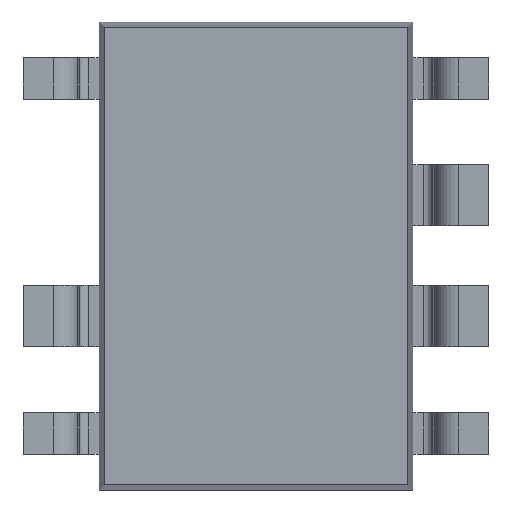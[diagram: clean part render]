
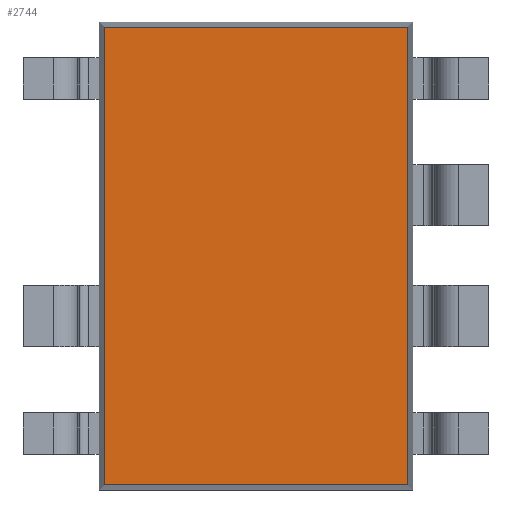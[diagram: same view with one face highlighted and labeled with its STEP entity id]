
A CAD part, front view. The second image highlights one B-rep face of the part: STEP entity #2744.
In plain terms, the highlighted planar face has unit normal (0, -1, 0).
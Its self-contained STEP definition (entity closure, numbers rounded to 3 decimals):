
#178 = LINE ( 'NONE', #1651, #2722 ) ;
#460 = EDGE_CURVE ( 'NONE', #3305, #1685, #178, .T. ) ;
#529 = CARTESIAN_POINT ( 'NONE',  ( -0.108, 0., 9.742 ) ) ;
#574 = ORIENTED_EDGE ( 'NONE', *, *, #4234, .T. ) ;
#888 = CARTESIAN_POINT ( 'NONE',  ( -6.492, 0., 9.742 ) ) ;
#1016 = DIRECTION ( 'NONE',  ( 0., 0., 1. ) ) ;
#1119 = FACE_OUTER_BOUND ( 'NONE', #3009, .T. ) ;
#1256 = LINE ( 'NONE', #4592, #4775 ) ;
#1481 = DIRECTION ( 'NONE',  ( 1., 0., 0. ) ) ;
#1554 = AXIS2_PLACEMENT_3D ( 'NONE', #3026, #2265, #2238 ) ;
#1651 = CARTESIAN_POINT ( 'NONE',  ( 0., 0., 9.742 ) ) ;
#1685 = VERTEX_POINT ( 'NONE', #888 ) ;
#2036 = LINE ( 'NONE', #3521, #3471 ) ;
#2238 = DIRECTION ( 'NONE',  ( 0., 0., -1. ) ) ;
#2265 = DIRECTION ( 'NONE',  ( 0., -1., 0. ) ) ;
#2330 = VERTEX_POINT ( 'NONE', #4659 ) ;
#2490 = VERTEX_POINT ( 'NONE', #3338 ) ;
#2697 = DIRECTION ( 'NONE',  ( 0., 0., -1. ) ) ;
#2722 = VECTOR ( 'NONE', #3132, 1000. ) ;
#2744 = ADVANCED_FACE ( 'NONE', ( #1119 ), #3350, .T. ) ;
#2887 = CARTESIAN_POINT ( 'NONE',  ( 0., 0., 0.108 ) ) ;
#3009 = EDGE_LOOP ( 'NONE', ( #574, #3808, #4711, #3185 ) ) ;
#3026 = CARTESIAN_POINT ( 'NONE',  ( 0., 0., 9.85 ) ) ;
#3132 = DIRECTION ( 'NONE',  ( -1., 0., 0. ) ) ;
#3185 = ORIENTED_EDGE ( 'NONE', *, *, #460, .T. ) ;
#3218 = LINE ( 'NONE', #2887, #3464 ) ;
#3305 = VERTEX_POINT ( 'NONE', #529 ) ;
#3338 = CARTESIAN_POINT ( 'NONE',  ( -6.492, 0., 0.108 ) ) ;
#3350 = PLANE ( 'NONE',  #1554 ) ;
#3418 = EDGE_CURVE ( 'NONE', #2490, #2330, #3218, .T. ) ;
#3464 = VECTOR ( 'NONE', #1481, 1000. ) ;
#3471 = VECTOR ( 'NONE', #1016, 1000. ) ;
#3521 = CARTESIAN_POINT ( 'NONE',  ( -0.108, 0., 9.85 ) ) ;
#3808 = ORIENTED_EDGE ( 'NONE', *, *, #3418, .T. ) ;
#4234 = EDGE_CURVE ( 'NONE', #1685, #2490, #1256, .T. ) ;
#4579 = EDGE_CURVE ( 'NONE', #2330, #3305, #2036, .T. ) ;
#4592 = CARTESIAN_POINT ( 'NONE',  ( -6.492, 0., 9.85 ) ) ;
#4659 = CARTESIAN_POINT ( 'NONE',  ( -0.108, 0., 0.108 ) ) ;
#4711 = ORIENTED_EDGE ( 'NONE', *, *, #4579, .T. ) ;
#4775 = VECTOR ( 'NONE', #2697, 1000. ) ;
